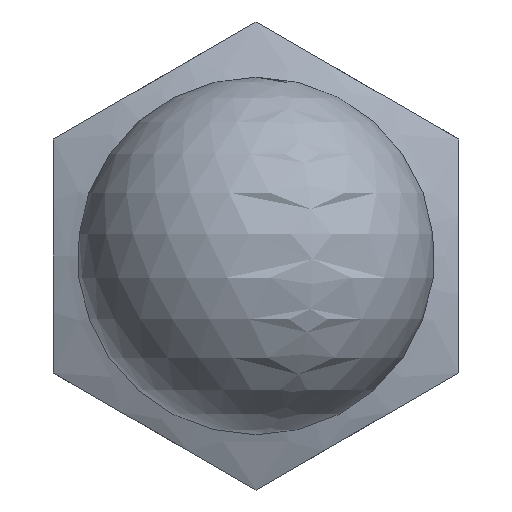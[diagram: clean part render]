
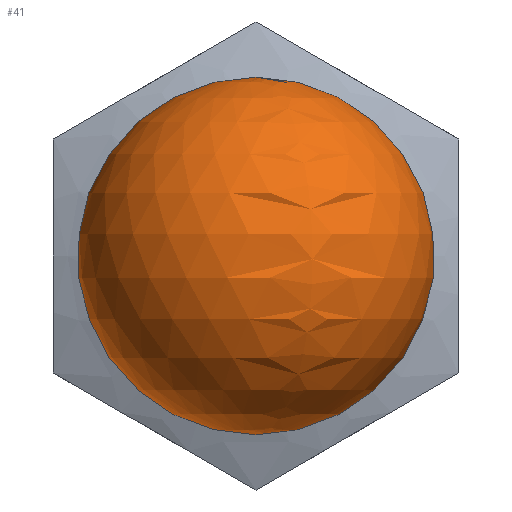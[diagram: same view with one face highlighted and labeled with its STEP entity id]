
A CAD part, front view. The second image highlights one B-rep face of the part: STEP entity #41.
In plain terms, the highlighted spherical face has radius 7.5 mm.
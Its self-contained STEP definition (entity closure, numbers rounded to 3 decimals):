
#18 = FACE_OUTER_BOUND ( 'NONE', #46, .T. ) ;
#41 = ADVANCED_FACE ( 'NONE', ( #18 ), #83, .T. ) ;
#46 = EDGE_LOOP ( 'NONE', ( #410 ) ) ;
#83 = SPHERICAL_SURFACE ( 'NONE', #457, 7.5 ) ;
#103 = CARTESIAN_POINT ( 'NONE',  ( -6., -10., 0. ) ) ;
#112 = AXIS2_PLACEMENT_3D ( 'NONE', #266, #265, #263 ) ;
#115 = CIRCLE ( 'NONE', #112, 6. ) ;
#241 = DIRECTION ( 'NONE',  ( -1., 0., 0. ) ) ;
#253 = CARTESIAN_POINT ( 'NONE',  ( 0., -14.5, 0. ) ) ;
#263 = DIRECTION ( 'NONE',  ( -1., 0., 0. ) ) ;
#265 = DIRECTION ( 'NONE',  ( 0., 1., 0. ) ) ;
#266 = CARTESIAN_POINT ( 'NONE',  ( 0., -10., 0. ) ) ;
#273 = DIRECTION ( 'NONE',  ( 0., 0., 1. ) ) ;
#410 = ORIENTED_EDGE ( 'NONE', *, *, #523, .F. ) ;
#457 = AXIS2_PLACEMENT_3D ( 'NONE', #253, #273, #241 ) ;
#515 = VERTEX_POINT ( 'NONE', #103 ) ;
#523 = EDGE_CURVE ( 'NONE', #515, #515, #115, .T. ) ;
